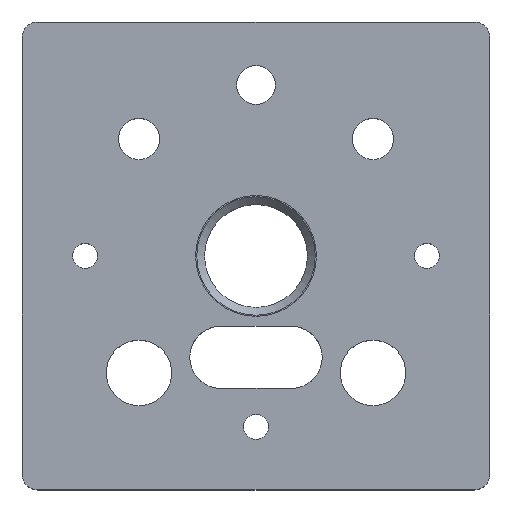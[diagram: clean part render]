
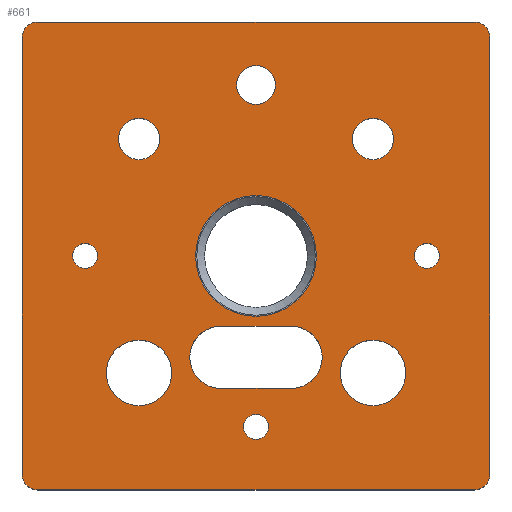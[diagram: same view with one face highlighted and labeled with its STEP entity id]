
A CAD part, top view. The second image highlights one B-rep face of the part: STEP entity #661.
In plain terms, the highlighted planar face has unit normal (0, 0, 1).
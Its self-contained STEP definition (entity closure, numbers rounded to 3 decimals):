
#21=LINE('',#1039,#68);
#22=LINE('',#1043,#69);
#23=LINE('',#1047,#70);
#24=LINE('',#1050,#71);
#25=LINE('',#1069,#72);
#26=LINE('',#1073,#73);
#68=VECTOR('',#829,10.);
#69=VECTOR('',#832,10.);
#70=VECTOR('',#835,10.);
#71=VECTOR('',#838,10.);
#72=VECTOR('',#855,10.);
#73=VECTOR('',#858,10.);
#133=FACE_BOUND('',#203,.T.);
#134=FACE_BOUND('',#204,.T.);
#135=FACE_BOUND('',#205,.T.);
#136=FACE_BOUND('',#206,.T.);
#137=FACE_BOUND('',#207,.T.);
#138=FACE_BOUND('',#208,.T.);
#139=FACE_BOUND('',#209,.T.);
#140=FACE_BOUND('',#210,.T.);
#141=FACE_BOUND('',#211,.T.);
#142=FACE_BOUND('',#212,.T.);
#162=FACE_OUTER_BOUND('',#202,.T.);
#202=EDGE_LOOP('',(#475,#476,#477,#478,#479,#480,#481,#482));
#203=EDGE_LOOP('',(#483));
#204=EDGE_LOOP('',(#484));
#205=EDGE_LOOP('',(#485));
#206=EDGE_LOOP('',(#486));
#207=EDGE_LOOP('',(#487));
#208=EDGE_LOOP('',(#488));
#209=EDGE_LOOP('',(#489));
#210=EDGE_LOOP('',(#490));
#211=EDGE_LOOP('',(#491));
#212=EDGE_LOOP('',(#492,#493,#494,#495));
#260=CIRCLE('',#713,2.5);
#265=CIRCLE('',#721,2.);
#266=CIRCLE('',#723,2.);
#267=CIRCLE('',#724,2.);
#268=CIRCLE('',#725,2.);
#269=CIRCLE('',#726,1.6);
#270=CIRCLE('',#727,1.6);
#271=CIRCLE('',#728,1.6);
#272=CIRCLE('',#729,4.2);
#273=CIRCLE('',#730,4.2);
#274=CIRCLE('',#731,2.65);
#275=CIRCLE('',#732,2.65);
#276=CIRCLE('',#733,7.75);
#277=CIRCLE('',#734,4.);
#278=CIRCLE('',#735,4.);
#305=VERTEX_POINT('',#1016);
#311=VERTEX_POINT('',#1032);
#312=VERTEX_POINT('',#1034);
#313=VERTEX_POINT('',#1038);
#314=VERTEX_POINT('',#1040);
#315=VERTEX_POINT('',#1042);
#316=VERTEX_POINT('',#1044);
#317=VERTEX_POINT('',#1046);
#318=VERTEX_POINT('',#1048);
#319=VERTEX_POINT('',#1051);
#320=VERTEX_POINT('',#1053);
#321=VERTEX_POINT('',#1055);
#322=VERTEX_POINT('',#1057);
#323=VERTEX_POINT('',#1059);
#324=VERTEX_POINT('',#1061);
#325=VERTEX_POINT('',#1063);
#326=VERTEX_POINT('',#1065);
#327=VERTEX_POINT('',#1067);
#328=VERTEX_POINT('',#1068);
#329=VERTEX_POINT('',#1070);
#330=VERTEX_POINT('',#1072);
#368=EDGE_CURVE('',#305,#305,#260,.T.);
#375=EDGE_CURVE('',#311,#312,#265,.T.);
#377=EDGE_CURVE('',#313,#311,#21,.T.);
#378=EDGE_CURVE('',#314,#313,#266,.T.);
#379=EDGE_CURVE('',#315,#314,#22,.T.);
#380=EDGE_CURVE('',#316,#315,#267,.T.);
#381=EDGE_CURVE('',#317,#316,#23,.T.);
#382=EDGE_CURVE('',#318,#317,#268,.T.);
#383=EDGE_CURVE('',#312,#318,#24,.T.);
#384=EDGE_CURVE('',#319,#319,#269,.T.);
#385=EDGE_CURVE('',#320,#320,#270,.T.);
#386=EDGE_CURVE('',#321,#321,#271,.T.);
#387=EDGE_CURVE('',#322,#322,#272,.T.);
#388=EDGE_CURVE('',#323,#323,#273,.T.);
#389=EDGE_CURVE('',#324,#324,#274,.T.);
#390=EDGE_CURVE('',#325,#325,#275,.T.);
#391=EDGE_CURVE('',#326,#326,#276,.T.);
#392=EDGE_CURVE('',#327,#328,#25,.T.);
#393=EDGE_CURVE('',#328,#329,#277,.T.);
#394=EDGE_CURVE('',#329,#330,#26,.T.);
#395=EDGE_CURVE('',#330,#327,#278,.T.);
#475=ORIENTED_EDGE('',*,*,#375,.F.);
#476=ORIENTED_EDGE('',*,*,#377,.F.);
#477=ORIENTED_EDGE('',*,*,#378,.F.);
#478=ORIENTED_EDGE('',*,*,#379,.F.);
#479=ORIENTED_EDGE('',*,*,#380,.F.);
#480=ORIENTED_EDGE('',*,*,#381,.F.);
#481=ORIENTED_EDGE('',*,*,#382,.F.);
#482=ORIENTED_EDGE('',*,*,#383,.F.);
#483=ORIENTED_EDGE('',*,*,#368,.T.);
#484=ORIENTED_EDGE('',*,*,#384,.T.);
#485=ORIENTED_EDGE('',*,*,#385,.T.);
#486=ORIENTED_EDGE('',*,*,#386,.T.);
#487=ORIENTED_EDGE('',*,*,#387,.T.);
#488=ORIENTED_EDGE('',*,*,#388,.T.);
#489=ORIENTED_EDGE('',*,*,#389,.T.);
#490=ORIENTED_EDGE('',*,*,#390,.T.);
#491=ORIENTED_EDGE('',*,*,#391,.T.);
#492=ORIENTED_EDGE('',*,*,#392,.T.);
#493=ORIENTED_EDGE('',*,*,#393,.T.);
#494=ORIENTED_EDGE('',*,*,#394,.T.);
#495=ORIENTED_EDGE('',*,*,#395,.T.);
#641=PLANE('',#722);
#661=ADVANCED_FACE('',(#162,#133,#134,#135,#136,#137,#138,#139,#140,#141,
#142),#641,.T.);
#713=AXIS2_PLACEMENT_3D('',#1018,#806,#807);
#721=AXIS2_PLACEMENT_3D('',#1035,#824,#825);
#722=AXIS2_PLACEMENT_3D('',#1037,#827,#828);
#723=AXIS2_PLACEMENT_3D('',#1041,#830,#831);
#724=AXIS2_PLACEMENT_3D('',#1045,#833,#834);
#725=AXIS2_PLACEMENT_3D('',#1049,#836,#837);
#726=AXIS2_PLACEMENT_3D('',#1052,#839,#840);
#727=AXIS2_PLACEMENT_3D('',#1054,#841,#842);
#728=AXIS2_PLACEMENT_3D('',#1056,#843,#844);
#729=AXIS2_PLACEMENT_3D('',#1058,#845,#846);
#730=AXIS2_PLACEMENT_3D('',#1060,#847,#848);
#731=AXIS2_PLACEMENT_3D('',#1062,#849,#850);
#732=AXIS2_PLACEMENT_3D('',#1064,#851,#852);
#733=AXIS2_PLACEMENT_3D('',#1066,#853,#854);
#734=AXIS2_PLACEMENT_3D('',#1071,#856,#857);
#735=AXIS2_PLACEMENT_3D('',#1074,#859,#860);
#806=DIRECTION('center_axis',(0.,0.,-1.));
#807=DIRECTION('ref_axis',(-1.,0.,0.));
#824=DIRECTION('center_axis',(0.,0.,-1.));
#825=DIRECTION('ref_axis',(0.707,0.707,0.));
#827=DIRECTION('center_axis',(0.,0.,1.));
#828=DIRECTION('ref_axis',(1.,0.,0.));
#829=DIRECTION('',(1.,0.,0.));
#830=DIRECTION('center_axis',(0.,0.,-1.));
#831=DIRECTION('ref_axis',(-0.707,0.707,0.));
#832=DIRECTION('',(0.,1.,0.));
#833=DIRECTION('center_axis',(0.,0.,-1.));
#834=DIRECTION('ref_axis',(-0.707,-0.707,0.));
#835=DIRECTION('',(-1.,0.,0.));
#836=DIRECTION('center_axis',(0.,0.,-1.));
#837=DIRECTION('ref_axis',(0.707,-0.707,0.));
#838=DIRECTION('',(0.,-1.,0.));
#839=DIRECTION('center_axis',(0.,0.,-1.));
#840=DIRECTION('ref_axis',(-1.,0.,0.));
#841=DIRECTION('center_axis',(0.,0.,-1.));
#842=DIRECTION('ref_axis',(-1.,0.,0.));
#843=DIRECTION('center_axis',(0.,0.,-1.));
#844=DIRECTION('ref_axis',(-1.,0.,0.));
#845=DIRECTION('center_axis',(0.,0.,-1.));
#846=DIRECTION('ref_axis',(1.,0.,0.));
#847=DIRECTION('center_axis',(0.,0.,-1.));
#848=DIRECTION('ref_axis',(1.,0.,0.));
#849=DIRECTION('center_axis',(0.,0.,-1.));
#850=DIRECTION('ref_axis',(1.,0.,0.));
#851=DIRECTION('center_axis',(0.,0.,-1.));
#852=DIRECTION('ref_axis',(1.,0.,0.));
#853=DIRECTION('center_axis',(0.,0.,-1.));
#854=DIRECTION('ref_axis',(1.,0.,0.));
#855=DIRECTION('',(-1.,0.,0.));
#856=DIRECTION('center_axis',(0.,0.,-1.));
#857=DIRECTION('ref_axis',(0.,1.,0.));
#858=DIRECTION('',(1.,0.,0.));
#859=DIRECTION('center_axis',(0.,0.,-1.));
#860=DIRECTION('ref_axis',(0.,-1.,0.));
#1016=CARTESIAN_POINT('',(2.5,21.92,0.));
#1018=CARTESIAN_POINT('Origin',(0.,21.92,0.));
#1032=CARTESIAN_POINT('',(28.,30.,0.));
#1034=CARTESIAN_POINT('',(30.,28.,0.));
#1035=CARTESIAN_POINT('Origin',(28.,28.,0.));
#1037=CARTESIAN_POINT('Origin',(0.,0.,0.));
#1038=CARTESIAN_POINT('',(-28.,30.,0.));
#1039=CARTESIAN_POINT('',(-30.,30.,0.));
#1040=CARTESIAN_POINT('',(-30.,28.,0.));
#1041=CARTESIAN_POINT('Origin',(-28.,28.,0.));
#1042=CARTESIAN_POINT('',(-30.,-28.,0.));
#1043=CARTESIAN_POINT('',(-30.,-30.,0.));
#1044=CARTESIAN_POINT('',(-28.,-30.,0.));
#1045=CARTESIAN_POINT('Origin',(-28.,-28.,0.));
#1046=CARTESIAN_POINT('',(28.,-30.,0.));
#1047=CARTESIAN_POINT('',(30.,-30.,0.));
#1048=CARTESIAN_POINT('',(30.,-28.,0.));
#1049=CARTESIAN_POINT('Origin',(28.,-28.,0.));
#1050=CARTESIAN_POINT('',(30.,30.,0.));
#1051=CARTESIAN_POINT('',(1.6,-21.92,0.));
#1052=CARTESIAN_POINT('Origin',(0.,-21.92,
0.));
#1053=CARTESIAN_POINT('',(-20.32,0.,0.));
#1054=CARTESIAN_POINT('Origin',(-21.92,0.,
0.));
#1055=CARTESIAN_POINT('',(23.52,0.,0.));
#1056=CARTESIAN_POINT('Origin',(21.92,0.,0.));
#1057=CARTESIAN_POINT('',(-19.2,-15.,0.));
#1058=CARTESIAN_POINT('Origin',(-15.,-15.,0.));
#1059=CARTESIAN_POINT('',(10.8,-15.,0.));
#1060=CARTESIAN_POINT('Origin',(15.,-15.,0.));
#1061=CARTESIAN_POINT('',(-17.65,15.,0.));
#1062=CARTESIAN_POINT('Origin',(-15.,15.,0.));
#1063=CARTESIAN_POINT('',(12.35,15.,0.));
#1064=CARTESIAN_POINT('Origin',(15.,15.,0.));
#1065=CARTESIAN_POINT('',(-7.75,0.,0.));
#1066=CARTESIAN_POINT('Origin',(0.,0.,0.));
#1067=CARTESIAN_POINT('',(4.5,-17.,0.));
#1068=CARTESIAN_POINT('',(-4.5,-17.,0.));
#1069=CARTESIAN_POINT('',(2.25,-17.,0.));
#1070=CARTESIAN_POINT('',(-4.5,-9.,0.));
#1071=CARTESIAN_POINT('Origin',(-4.5,-13.,0.));
#1072=CARTESIAN_POINT('',(4.5,-9.,0.));
#1073=CARTESIAN_POINT('',(-2.25,-9.,0.));
#1074=CARTESIAN_POINT('Origin',(4.5,-13.,0.));
